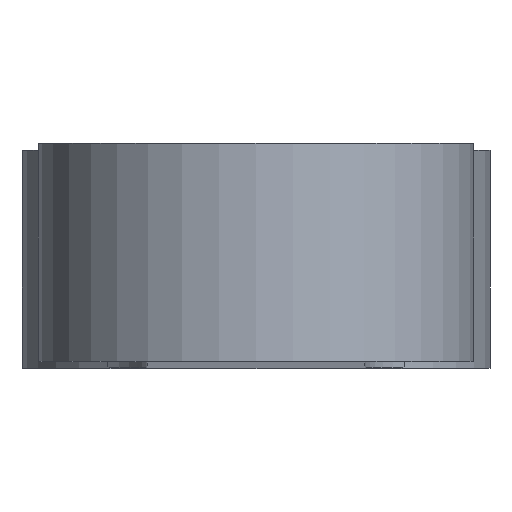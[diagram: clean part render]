
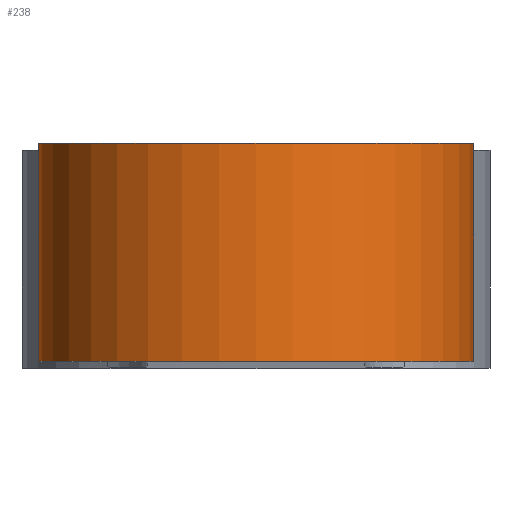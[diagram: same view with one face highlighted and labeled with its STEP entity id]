
A CAD part, top view. The second image highlights one B-rep face of the part: STEP entity #238.
In plain terms, the highlighted cylindrical face has radius 10 mm (diameter 20 mm), a partial arc.
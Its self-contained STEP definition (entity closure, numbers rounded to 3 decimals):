
#25=CIRCLE('',#278,10.);
#26=CIRCLE('',#279,10.);
#38=CYLINDRICAL_SURFACE('',#277,10.);
#48=FACE_OUTER_BOUND('',#61,.T.);
#61=EDGE_LOOP('',(#182,#183,#184,#185));
#82=LINE('',#405,#99);
#83=LINE('',#411,#100);
#99=VECTOR('',#328,10.);
#100=VECTOR('',#335,10.);
#117=VERTEX_POINT('',#401);
#118=VERTEX_POINT('',#403);
#119=VERTEX_POINT('',#407);
#120=VERTEX_POINT('',#409);
#144=EDGE_CURVE('',#117,#118,#82,.T.);
#145=EDGE_CURVE('',#119,#117,#25,.T.);
#146=EDGE_CURVE('',#120,#118,#26,.T.);
#147=EDGE_CURVE('',#119,#120,#83,.T.);
#182=ORIENTED_EDGE('',*,*,#145,.T.);
#183=ORIENTED_EDGE('',*,*,#144,.T.);
#184=ORIENTED_EDGE('',*,*,#146,.F.);
#185=ORIENTED_EDGE('',*,*,#147,.F.);
#238=ADVANCED_FACE('',(#48),#38,.T.);
#277=AXIS2_PLACEMENT_3D('',#406,#329,#330);
#278=AXIS2_PLACEMENT_3D('',#408,#331,#332);
#279=AXIS2_PLACEMENT_3D('',#410,#333,#334);
#328=DIRECTION('',(0.,1.,0.));
#329=DIRECTION('center_axis',(0.,1.,0.));
#330=DIRECTION('ref_axis',(0.,0.,1.));
#331=DIRECTION('center_axis',(0.,1.,0.));
#332=DIRECTION('ref_axis',(-0.667,0.,-0.745));
#333=DIRECTION('center_axis',(0.,1.,0.));
#334=DIRECTION('ref_axis',(-0.667,0.,-0.745));
#335=DIRECTION('',(0.,1.,0.));
#401=CARTESIAN_POINT('',(6.667,0.,-7.454));
#403=CARTESIAN_POINT('',(6.667,10.,-7.454));
#405=CARTESIAN_POINT('',(6.667,0.,-7.454));
#406=CARTESIAN_POINT('Origin',(0.,0.,0.));
#407=CARTESIAN_POINT('',(-6.667,0.,-7.454));
#408=CARTESIAN_POINT('Origin',(0.,0.,0.));
#409=CARTESIAN_POINT('',(-6.667,10.,-7.454));
#410=CARTESIAN_POINT('Origin',(0.,10.,0.));
#411=CARTESIAN_POINT('',(-6.667,0.,-7.454));
